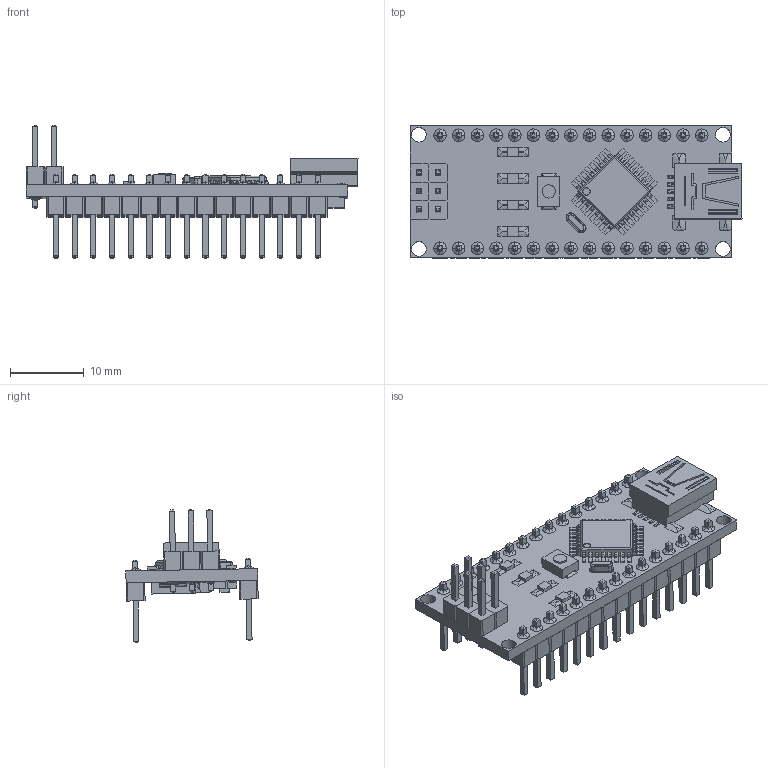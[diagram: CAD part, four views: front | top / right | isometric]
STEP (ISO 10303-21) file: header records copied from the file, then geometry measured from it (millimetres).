
FILE_DESCRIPTION(('CATIA V5 STEP Exchange'),'2;1');
FILE_NAME('arduinonano.stp','2020-04-04T13:15:16+00:00',('none'),('none'),'CATIA Version 5 Release 20 GA (IN-10)','CATIA V5 STEP AP203','none');
FILE_SCHEMA(('CONFIG_CONTROL_DESIGN'));
Length unit declared in the file: millimetre
Products named in the file (11): NanoV3 v4; PCB; TopFace; Leds; PinEnd; BottomFace; PinRow2; PinRow1; Resistors; caps; respacks
Assembly tree (67 placements, depth 5):
  NanoV3 v4
    PCB
      TopFace
        #74
        Leds
          #667  x3
          #1182
        PinEnd
          #1688  x6
        #3049
        #14265
        #19573
      BottomFace
        PinRow2
          #20366  x15
        PinRow1
          #1688  x15
        Resistors
          #22116  x5
        caps
          #22988  x2
        #23846
        respacks
          #35034  x2
        #39541
        #39906
      #42040
Bounding box: 45.1 x 17.97 x 18.17 mm (x, y, z)
Volume: 2358.3 mm3; surface area: 6221.4 mm2
Topology: 262 solids, 262 shells, 2938 faces, 7142 edges, 4642 vertices
Faces by surface type: plane 2215, cylinder 453, bspline 194, cone 72, torus 4
Entity records: 42548 total; most frequent: CARTESIAN_POINT 11686, ORIENTED_EDGE 6426, DIRECTION 5559, EDGE_CURVE 3213, VECTOR 2332, LINE 2332, VERTEX_POINT 2134, AXIS2_PLACEMENT_3D 1809
